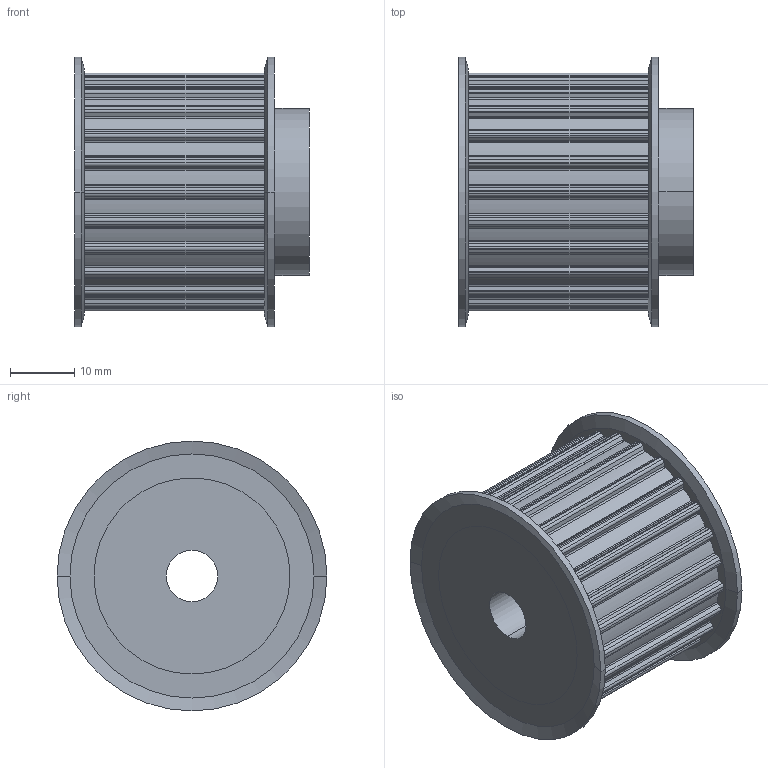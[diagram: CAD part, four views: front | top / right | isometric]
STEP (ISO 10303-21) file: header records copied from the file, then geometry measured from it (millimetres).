
FILE_DESCRIPTION(('HOOPS Exchange Step'),'2;1');
FILE_NAME('export-F6FCA4C6-E90F-42F0-B4C8-EDDDD7C19DB6.stp','2023-12-11T16:49:18+01:00',('Engineering'),('Alibre'),'HOOPS Exchange 2021.0','Alibre','Unknown authorisation');
FILE_SCHEMA( ('AP242_MANAGED_MODEL_BASED_3D_ENGINEERING_MIM_LF {1 0 10303 442 1 1 4 }') );
Length unit declared in the file: millimetre
Products named in the file (3): 6415-2 AT5 Pulley 36-AT5 Z=24 for 25mm wide belts FLANGE; 6415-1 AT5 Pulley 36-AT5 Z=24 for 25mm wide belts BODY; 6415 AT5 Pulley 36-AT5 Z=24 for 25mm wide belts
Assembly tree (3 placements, depth 2):
  6415 AT5 Pulley 36-AT5 Z=24 for 25mm wide belts
    6415-2 AT5 Pulley 36-AT5 Z=24 for 25mm wide belts FLANGE  x2
    6415-1 AT5 Pulley 36-AT5 Z=24 for 25mm wide belts BODY
Bounding box: 36.54 x 42 x 42 mm (x, y, z)
Volume: 31948 mm3; surface area: 10528.3 mm2
Topology: 3 solids, 3 shells, 259 faces, 742 edges, 492 vertices
Faces by surface type: cylinder 194, plane 57, cone 8
Entity records: 8531 total; most frequent: DIRECTION 1622, CARTESIAN_POINT 1460, ORIENTED_EDGE 1444, EDGE_CURVE 722, AXIS2_PLACEMENT_3D 642, VERTEX_POINT 480, CIRCLE 384, VECTOR 338
